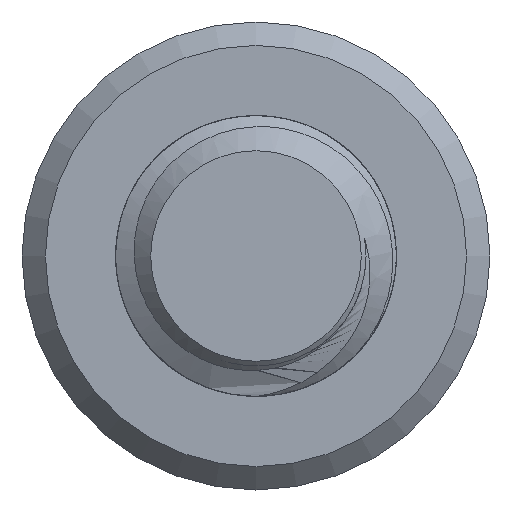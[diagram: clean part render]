
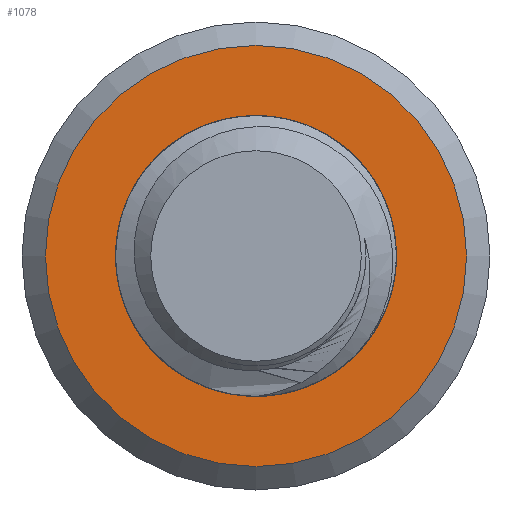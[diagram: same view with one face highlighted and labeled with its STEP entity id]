
A CAD part, left-side view. The second image highlights one B-rep face of the part: STEP entity #1078.
In plain terms, the highlighted face is planar.
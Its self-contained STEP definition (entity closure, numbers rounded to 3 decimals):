
#22=FACE_BOUND('',#211,.T.);
#31=PLANE('',#1177);
#146=FACE_OUTER_BOUND('',#210,.T.);
#210=EDGE_LOOP('',(#888));
#211=EDGE_LOOP('',(#889));
#222=CIRCLE('',#1122,3.);
#233=CIRCLE('',#1158,4.5);
#435=VERTEX_POINT('',#2087);
#491=VERTEX_POINT('',#3560);
#556=EDGE_CURVE('',#435,#435,#222,.T.);
#637=EDGE_CURVE('',#491,#491,#233,.T.);
#888=ORIENTED_EDGE('',*,*,#637,.T.);
#889=ORIENTED_EDGE('',*,*,#556,.F.);
#1078=ADVANCED_FACE('',(#146,#22),#31,.T.);
#1122=AXIS2_PLACEMENT_3D('',#2089,#1252,#1253);
#1158=AXIS2_PLACEMENT_3D('',#3562,#1352,#1353);
#1177=AXIS2_PLACEMENT_3D('',#3613,#1397,#1398);
#1252=DIRECTION('center_axis',(0.,0.,-1.));
#1253=DIRECTION('ref_axis',(-1.,0.,0.));
#1352=DIRECTION('center_axis',(0.,0.,-1.));
#1353=DIRECTION('ref_axis',(-1.,0.,0.));
#1397=DIRECTION('center_axis',(0.,0.,-1.));
#1398=DIRECTION('ref_axis',(-1.,0.,0.));
#2087=CARTESIAN_POINT('',(3.,0.,45.));
#2089=CARTESIAN_POINT('Origin',(0.,0.,45.));
#3560=CARTESIAN_POINT('',(-4.5,0.,45.));
#3562=CARTESIAN_POINT('Origin',(0.,0.,45.));
#3613=CARTESIAN_POINT('Origin',(0.,0.,45.));
